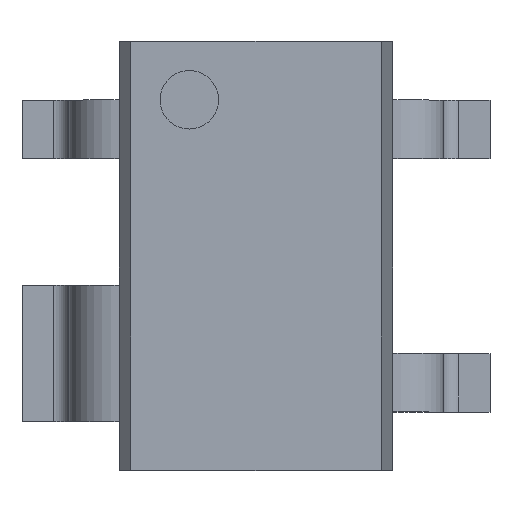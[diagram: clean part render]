
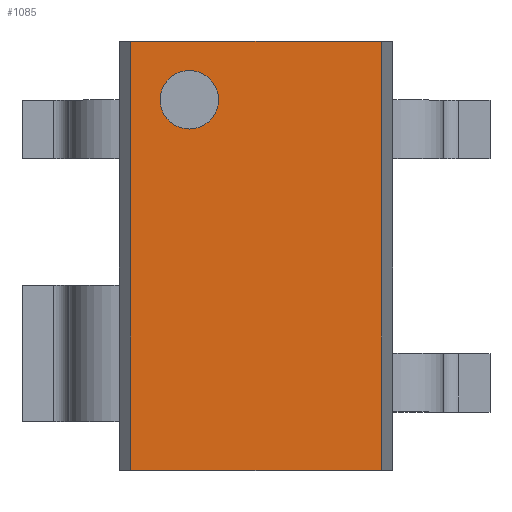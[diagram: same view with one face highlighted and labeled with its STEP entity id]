
A CAD part, top view. The second image highlights one B-rep face of the part: STEP entity #1085.
In plain terms, the highlighted planar face has unit normal (0, 0, 1).
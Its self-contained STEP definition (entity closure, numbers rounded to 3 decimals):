
#18=FACE_BOUND($,#200,.T.);
#71=PLANE($,#1197);
#134=FACE_OUTER_BOUND($,#199,.T.);
#199=EDGE_LOOP($,(#1000,#1001,#1002,#1003));
#200=EDGE_LOOP($,(#1004));
#290=LINE($,#1777,#402);
#299=LINE($,#1794,#411);
#302=LINE($,#1800,#414);
#304=LINE($,#1804,#416);
#402=VECTOR($,#1469,2.2);
#411=VECTOR($,#1480,1.285);
#414=VECTOR($,#1485,2.2);
#416=VECTOR($,#1489,1.285);
#459=CIRCLE($,#1185,0.15);
#543=VERTEX_POINT($,#1767);
#546=VERTEX_POINT($,#1774);
#547=VERTEX_POINT($,#1776);
#550=VERTEX_POINT($,#1783);
#555=VERTEX_POINT($,#1796);
#683=EDGE_CURVE($,#543,#543,#459,.T.);
#686=EDGE_CURVE($,#547,#546,#290,.T.);
#695=EDGE_CURVE($,#550,#547,#299,.T.);
#698=EDGE_CURVE($,#550,#555,#302,.F.);
#700=EDGE_CURVE($,#546,#555,#304,.T.);
#1000=ORIENTED_EDGE($,*,*,#700,.T.);
#1001=ORIENTED_EDGE($,*,*,#698,.F.);
#1002=ORIENTED_EDGE($,*,*,#695,.T.);
#1003=ORIENTED_EDGE($,*,*,#686,.T.);
#1004=ORIENTED_EDGE($,*,*,#683,.T.);
#1085=ADVANCED_FACE($,(#134,#18),#71,.T.);
#1185=AXIS2_PLACEMENT_3D($,#1768,#1460,#1461);
#1197=AXIS2_PLACEMENT_3D($,#1821,#1508,#1509);
#1460=DIRECTION('center_axis',(0.,0.,-1.));
#1461=DIRECTION('ref_axis',(-1.,0.,0.));
#1469=DIRECTION($,(0.,1.,0.));
#1480=DIRECTION($,(1.,0.,0.));
#1485=DIRECTION($,(0.,-1.,0.));
#1489=DIRECTION($,(-1.,0.,0.));
#1508=DIRECTION('center_axis',(0.,0.,1.));
#1509=DIRECTION('ref_axis',(1.,0.,0.));
#1767=CARTESIAN_POINT('',(-0.192,0.8,1.1));
#1768=CARTESIAN_POINT('Origin',(-0.342,0.8,1.1));
#1774=CARTESIAN_POINT('',(0.642,1.1,1.1));
#1776=CARTESIAN_POINT('',(0.642,-1.1,1.1));
#1777=CARTESIAN_POINT($,(0.642,-1.1,1.1));
#1783=CARTESIAN_POINT('',(-0.642,-1.1,1.1));
#1794=CARTESIAN_POINT($,(-0.642,-1.1,1.1));
#1796=CARTESIAN_POINT('',(-0.642,1.1,1.1));
#1800=CARTESIAN_POINT($,(-0.642,-1.1,1.1));
#1804=CARTESIAN_POINT($,(-0.642,1.1,1.1));
#1821=CARTESIAN_POINT('Origin',(0.642,-1.1,1.1));
